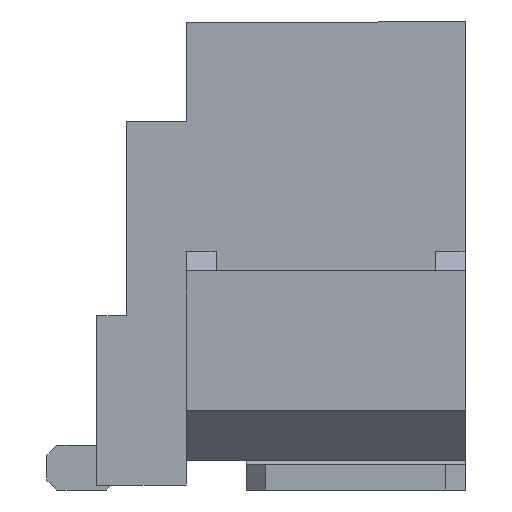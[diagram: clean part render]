
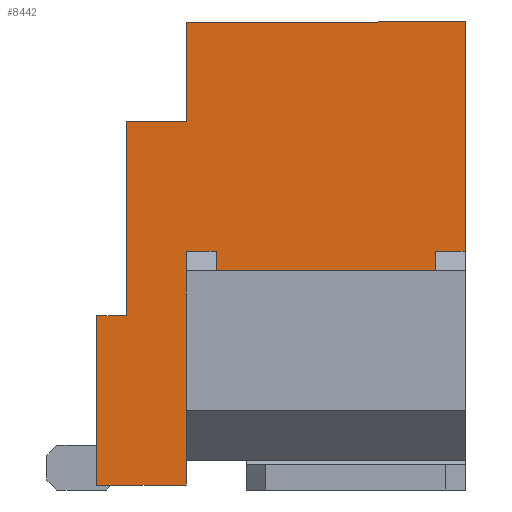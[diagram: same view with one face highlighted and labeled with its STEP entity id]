
A CAD part, left-side view. The second image highlights one B-rep face of the part: STEP entity #8442.
In plain terms, the highlighted planar face has unit normal (-1, 0, 0).
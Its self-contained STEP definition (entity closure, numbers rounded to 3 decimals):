
#8 = VECTOR ( 'NONE', #11828, 1000. ) ;
#152 = DIRECTION ( 'NONE',  ( 0., -1., 0. ) ) ;
#378 = CARTESIAN_POINT ( 'NONE',  ( -9., -0.8, 1.7 ) ) ;
#389 = DIRECTION ( 'NONE',  ( 0., 0., -1. ) ) ;
#508 = LINE ( 'NONE', #1841, #3980 ) ;
#742 = VERTEX_POINT ( 'NONE', #4356 ) ;
#1131 = CARTESIAN_POINT ( 'NONE',  ( -9., 2.3, 1.75 ) ) ;
#1136 = CARTESIAN_POINT ( 'NONE',  ( -9., -0.8, 2.4 ) ) ;
#1239 = VECTOR ( 'NONE', #152, 1000. ) ;
#1603 = CARTESIAN_POINT ( 'NONE',  ( -9., 1.7, 2.4 ) ) ;
#1841 = CARTESIAN_POINT ( 'NONE',  ( -9., -1.1, 4.7 ) ) ;
#1989 = VECTOR ( 'NONE', #14747, 1000. ) ;
#2094 = ORIENTED_EDGE ( 'NONE', *, *, #12413, .T. ) ;
#2286 = CARTESIAN_POINT ( 'NONE',  ( -9., -1.1, 2.4 ) ) ;
#2367 = DIRECTION ( 'NONE',  ( 0., -1., 0. ) ) ;
#2465 = VECTOR ( 'NONE', #5356, 1000. ) ;
#2730 = VECTOR ( 'NONE', #2367, 1000. ) ;
#2758 = ORIENTED_EDGE ( 'NONE', *, *, #21450, .F. ) ;
#2785 = DIRECTION ( 'NONE',  ( 0., 0., 1. ) ) ;
#3290 = VERTEX_POINT ( 'NONE', #11358 ) ;
#3293 = CARTESIAN_POINT ( 'NONE',  ( -9., 1.7, 4.7 ) ) ;
#3479 = CARTESIAN_POINT ( 'NONE',  ( -9., 2.6, 4.7 ) ) ;
#3558 = DIRECTION ( 'NONE',  ( 0., 0., 1. ) ) ;
#3773 = CARTESIAN_POINT ( 'NONE',  ( -9., 2.6, 4.7 ) ) ;
#3807 = CARTESIAN_POINT ( 'NONE',  ( -9., 2.3, 1.75 ) ) ;
#3929 = VERTEX_POINT ( 'NONE', #1136 ) ;
#3945 = LINE ( 'NONE', #5693, #8018 ) ;
#3979 = ORIENTED_EDGE ( 'NONE', *, *, #21404, .T. ) ;
#3980 = VECTOR ( 'NONE', #3558, 1000. ) ;
#4227 = ORIENTED_EDGE ( 'NONE', *, *, #11923, .T. ) ;
#4356 = CARTESIAN_POINT ( 'NONE',  ( -9., 1.4, 1.7 ) ) ;
#4625 = EDGE_CURVE ( 'NONE', #13170, #4720, #18663, .T. ) ;
#4720 = VERTEX_POINT ( 'NONE', #13378 ) ;
#5056 = EDGE_CURVE ( 'NONE', #15648, #3290, #7886, .T. ) ;
#5233 = CARTESIAN_POINT ( 'NONE',  ( -9., 1.4, 1.7 ) ) ;
#5356 = DIRECTION ( 'NONE',  ( 0., 0., 1. ) ) ;
#5397 = VERTEX_POINT ( 'NONE', #378 ) ;
#5399 = DIRECTION ( 'NONE',  ( 0., 0., -1. ) ) ;
#5479 = VECTOR ( 'NONE', #13151, 1000. ) ;
#5659 = VERTEX_POINT ( 'NONE', #16463 ) ;
#5693 = CARTESIAN_POINT ( 'NONE',  ( -9., 1.7, 0.3 ) ) ;
#6366 = ORIENTED_EDGE ( 'NONE', *, *, #15791, .T. ) ;
#6618 = EDGE_CURVE ( 'NONE', #9422, #21037, #15695, .T. ) ;
#6966 = LINE ( 'NONE', #13044, #20129 ) ;
#6993 = DIRECTION ( 'NONE',  ( 0., 0., 1. ) ) ;
#7184 = CARTESIAN_POINT ( 'NONE',  ( -9., 1.7, 0.05 ) ) ;
#7198 = EDGE_LOOP ( 'NONE', ( #3979, #6366, #16967, #19417, #2094, #8967, #16070, #13227, #19781, #9452, #10926, #21890, #2758, #9907, #4227 ) ) ;
#7430 = DIRECTION ( 'NONE',  ( 0., 0., 1. ) ) ;
#7566 = VERTEX_POINT ( 'NONE', #19056 ) ;
#7689 = VECTOR ( 'NONE', #22223, 1000. ) ;
#7822 = VERTEX_POINT ( 'NONE', #18118 ) ;
#7886 = LINE ( 'NONE', #9220, #2730 ) ;
#8018 = VECTOR ( 'NONE', #7430, 1000. ) ;
#8299 = EDGE_CURVE ( 'NONE', #7822, #4720, #12351, .T. ) ;
#8385 = CARTESIAN_POINT ( 'NONE',  ( -9., 1.7, 2.4 ) ) ;
#8442 = ADVANCED_FACE ( 'NONE', ( #9085 ), #21003, .F. ) ;
#8722 = VERTEX_POINT ( 'NONE', #16787 ) ;
#8967 = ORIENTED_EDGE ( 'NONE', *, *, #11153, .T. ) ;
#9085 = FACE_OUTER_BOUND ( 'NONE', #7198, .T. ) ;
#9220 = CARTESIAN_POINT ( 'NONE',  ( -9., 2.6, 4.7 ) ) ;
#9422 = VERTEX_POINT ( 'NONE', #7184 ) ;
#9452 = ORIENTED_EDGE ( 'NONE', *, *, #12502, .F. ) ;
#9907 = ORIENTED_EDGE ( 'NONE', *, *, #6618, .T. ) ;
#10678 = CARTESIAN_POINT ( 'NONE',  ( -9., 1.4, 4.7 ) ) ;
#10694 = DIRECTION ( 'NONE',  ( 1., 0., 0. ) ) ;
#10926 = ORIENTED_EDGE ( 'NONE', *, *, #4625, .T. ) ;
#11153 = EDGE_CURVE ( 'NONE', #18649, #3290, #508, .T. ) ;
#11358 = CARTESIAN_POINT ( 'NONE',  ( -9., -1.1, 4.7 ) ) ;
#11828 = DIRECTION ( 'NONE',  ( 0., -1., 0. ) ) ;
#11923 = EDGE_CURVE ( 'NONE', #21037, #8722, #3945, .T. ) ;
#12351 = LINE ( 'NONE', #3479, #21473 ) ;
#12413 = EDGE_CURVE ( 'NONE', #3929, #18649, #17534, .T. ) ;
#12502 = EDGE_CURVE ( 'NONE', #13170, #7566, #13780, .T. ) ;
#13044 = CARTESIAN_POINT ( 'NONE',  ( -9., 1.7, 3.7 ) ) ;
#13151 = DIRECTION ( 'NONE',  ( 0., 1., 0. ) ) ;
#13170 = VERTEX_POINT ( 'NONE', #3807 ) ;
#13197 = LINE ( 'NONE', #8385, #8 ) ;
#13227 = ORIENTED_EDGE ( 'NONE', *, *, #18793, .F. ) ;
#13378 = CARTESIAN_POINT ( 'NONE',  ( -9., 2.6, 1.75 ) ) ;
#13780 = LINE ( 'NONE', #15596, #17792 ) ;
#14318 = LINE ( 'NONE', #10678, #18840 ) ;
#14418 = AXIS2_PLACEMENT_3D ( 'NONE', #3773, #10694, #389 ) ;
#14425 = CARTESIAN_POINT ( 'NONE',  ( -9., 1.4, 2.4 ) ) ;
#14566 = LINE ( 'NONE', #17187, #18559 ) ;
#14747 = DIRECTION ( 'NONE',  ( 0., 0., -1. ) ) ;
#14965 = LINE ( 'NONE', #5233, #1239 ) ;
#15533 = DIRECTION ( 'NONE',  ( 0., 0., 1. ) ) ;
#15596 = CARTESIAN_POINT ( 'NONE',  ( -9., 2.3, 1.75 ) ) ;
#15648 = VERTEX_POINT ( 'NONE', #3293 ) ;
#15695 = LINE ( 'NONE', #15699, #2465 ) ;
#15699 = CARTESIAN_POINT ( 'NONE',  ( -9., 1.7, 0.05 ) ) ;
#15717 = CARTESIAN_POINT ( 'NONE',  ( -9., 1.7, 0.3 ) ) ;
#15791 = EDGE_CURVE ( 'NONE', #18672, #742, #14318, .T. ) ;
#16070 = ORIENTED_EDGE ( 'NONE', *, *, #5056, .F. ) ;
#16246 = LINE ( 'NONE', #18232, #1989 ) ;
#16463 = CARTESIAN_POINT ( 'NONE',  ( -9., 1.7, 3.7 ) ) ;
#16787 = CARTESIAN_POINT ( 'NONE',  ( -9., 1.7, 2.4 ) ) ;
#16967 = ORIENTED_EDGE ( 'NONE', *, *, #17810, .T. ) ;
#17088 = DIRECTION ( 'NONE',  ( 0., -1., 0. ) ) ;
#17187 = CARTESIAN_POINT ( 'NONE',  ( -9., 2.6, 0.05 ) ) ;
#17534 = LINE ( 'NONE', #1603, #21571 ) ;
#17792 = VECTOR ( 'NONE', #6993, 1000. ) ;
#17810 = EDGE_CURVE ( 'NONE', #742, #5397, #14965, .T. ) ;
#18118 = CARTESIAN_POINT ( 'NONE',  ( -9., 2.6, 0.05 ) ) ;
#18232 = CARTESIAN_POINT ( 'NONE',  ( -9., -0.8, 4.7 ) ) ;
#18559 = VECTOR ( 'NONE', #18891, 1000. ) ;
#18649 = VERTEX_POINT ( 'NONE', #2286 ) ;
#18663 = LINE ( 'NONE', #1131, #5479 ) ;
#18672 = VERTEX_POINT ( 'NONE', #14425 ) ;
#18793 = EDGE_CURVE ( 'NONE', #5659, #15648, #6966, .T. ) ;
#18840 = VECTOR ( 'NONE', #5399, 1000. ) ;
#18891 = DIRECTION ( 'NONE',  ( 0., 1., 0. ) ) ;
#19056 = CARTESIAN_POINT ( 'NONE',  ( -9., 2.3, 3.7 ) ) ;
#19417 = ORIENTED_EDGE ( 'NONE', *, *, #20710, .F. ) ;
#19781 = ORIENTED_EDGE ( 'NONE', *, *, #21986, .F. ) ;
#20129 = VECTOR ( 'NONE', #2785, 1000. ) ;
#20504 = CARTESIAN_POINT ( 'NONE',  ( -9., 2.3, 3.7 ) ) ;
#20710 = EDGE_CURVE ( 'NONE', #3929, #5397, #16246, .T. ) ;
#21003 = PLANE ( 'NONE',  #14418 ) ;
#21037 = VERTEX_POINT ( 'NONE', #15717 ) ;
#21402 = LINE ( 'NONE', #20504, #7689 ) ;
#21404 = EDGE_CURVE ( 'NONE', #8722, #18672, #13197, .T. ) ;
#21450 = EDGE_CURVE ( 'NONE', #9422, #7822, #14566, .T. ) ;
#21473 = VECTOR ( 'NONE', #15533, 1000. ) ;
#21571 = VECTOR ( 'NONE', #17088, 1000. ) ;
#21890 = ORIENTED_EDGE ( 'NONE', *, *, #8299, .F. ) ;
#21986 = EDGE_CURVE ( 'NONE', #7566, #5659, #21402, .T. ) ;
#22223 = DIRECTION ( 'NONE',  ( 0., -1., 0. ) ) ;
